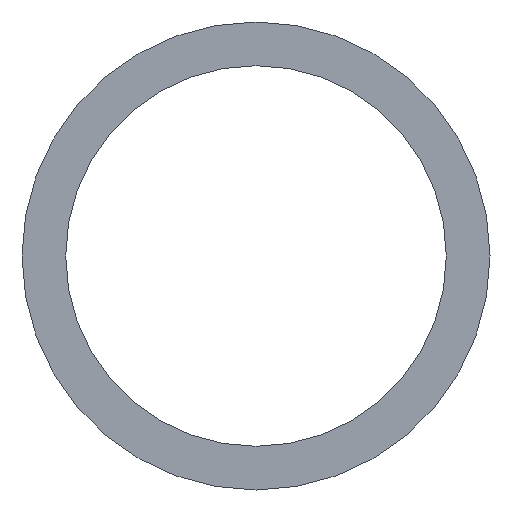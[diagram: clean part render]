
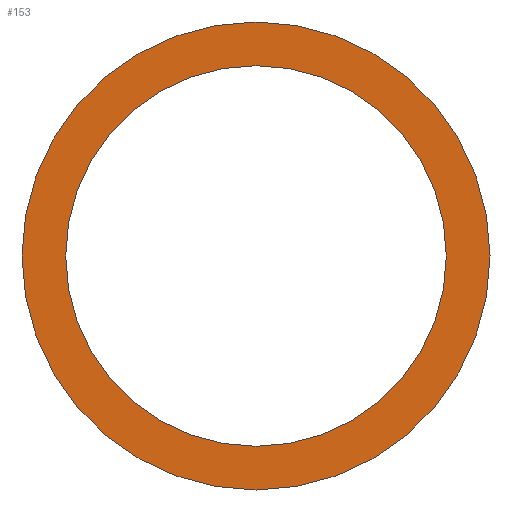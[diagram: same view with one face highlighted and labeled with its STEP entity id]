
A CAD part, front view. The second image highlights one B-rep face of the part: STEP entity #153.
In plain terms, the highlighted planar face has unit normal (0, -1, 0).
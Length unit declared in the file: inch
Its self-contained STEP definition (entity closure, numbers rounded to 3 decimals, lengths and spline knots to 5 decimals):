
#6 = DIRECTION ( 'NONE',  ( 0., 1., 0. ) ) ;
#7 = CARTESIAN_POINT ( 'NONE',  ( 0., 0., 0. ) ) ;
#32 = DIRECTION ( 'NONE',  ( 0., 0., 1. ) ) ;
#42 = ORIENTED_EDGE ( 'NONE', *, *, #199, .T. ) ;
#43 = EDGE_LOOP ( 'NONE', ( #42, #70 ) ) ;
#45 = DIRECTION ( 'NONE',  ( 0., 1., 0. ) ) ;
#56 = VERTEX_POINT ( 'NONE', #132 ) ;
#58 = ORIENTED_EDGE ( 'NONE', *, *, #137, .F. ) ;
#61 = CARTESIAN_POINT ( 'NONE',  ( 0., 0., 0.15235 ) ) ;
#65 = VERTEX_POINT ( 'NONE', #61 ) ;
#70 = ORIENTED_EDGE ( 'NONE', *, *, #173, .T. ) ;
#84 = VERTEX_POINT ( 'NONE', #108 ) ;
#96 = CARTESIAN_POINT ( 'NONE',  ( 0., 0., 0. ) ) ;
#108 = CARTESIAN_POINT ( 'NONE',  ( 0., 0., -0.15235 ) ) ;
#109 = DIRECTION ( 'NONE',  ( 0., 0., 1. ) ) ;
#111 = FACE_BOUND ( 'NONE', #43, .T. ) ;
#116 = DIRECTION ( 'NONE',  ( 0., 0., 1. ) ) ;
#125 = ORIENTED_EDGE ( 'NONE', *, *, #179, .F. ) ;
#130 = AXIS2_PLACEMENT_3D ( 'NONE', #168, #162, #147 ) ;
#131 = DIRECTION ( 'NONE',  ( 0., 0., 1. ) ) ;
#132 = CARTESIAN_POINT ( 'NONE',  ( 0., 0., 0.18735 ) ) ;
#135 = DIRECTION ( 'NONE',  ( 0., 1., 0. ) ) ;
#137 = EDGE_CURVE ( 'NONE', #154, #56, #251, .T. ) ;
#145 = PLANE ( 'NONE',  #169 ) ;
#146 = CARTESIAN_POINT ( 'NONE',  ( 0., 0., -0.18735 ) ) ;
#147 = DIRECTION ( 'NONE',  ( 0., 0., 1. ) ) ;
#153 = ADVANCED_FACE ( 'NONE', ( #247, #111 ), #145, .F. ) ;
#154 = VERTEX_POINT ( 'NONE', #146 ) ;
#157 = EDGE_LOOP ( 'NONE', ( #58, #125 ) ) ;
#162 = DIRECTION ( 'NONE',  ( 0., 1., 0. ) ) ;
#168 = CARTESIAN_POINT ( 'NONE',  ( 0., 0., 0. ) ) ;
#169 = AXIS2_PLACEMENT_3D ( 'NONE', #192, #135, #131 ) ;
#173 = EDGE_CURVE ( 'NONE', #65, #84, #245, .T. ) ;
#179 = EDGE_CURVE ( 'NONE', #56, #154, #221, .T. ) ;
#180 = AXIS2_PLACEMENT_3D ( 'NONE', #7, #6, #109 ) ;
#188 = DIRECTION ( 'NONE',  ( 0., 1., 0. ) ) ;
#192 = CARTESIAN_POINT ( 'NONE',  ( 0., 0., 0. ) ) ;
#199 = EDGE_CURVE ( 'NONE', #84, #65, #240, .T. ) ;
#204 = AXIS2_PLACEMENT_3D ( 'NONE', #96, #45, #116 ) ;
#221 = CIRCLE ( 'NONE', #204, 0.18735 ) ;
#230 = AXIS2_PLACEMENT_3D ( 'NONE', #238, #188, #32 ) ;
#238 = CARTESIAN_POINT ( 'NONE',  ( 0., 0., 0. ) ) ;
#240 = CIRCLE ( 'NONE', #230, 0.15235 ) ;
#245 = CIRCLE ( 'NONE', #180, 0.15235 ) ;
#247 = FACE_OUTER_BOUND ( 'NONE', #157, .T. ) ;
#251 = CIRCLE ( 'NONE', #130, 0.18735 ) ;
